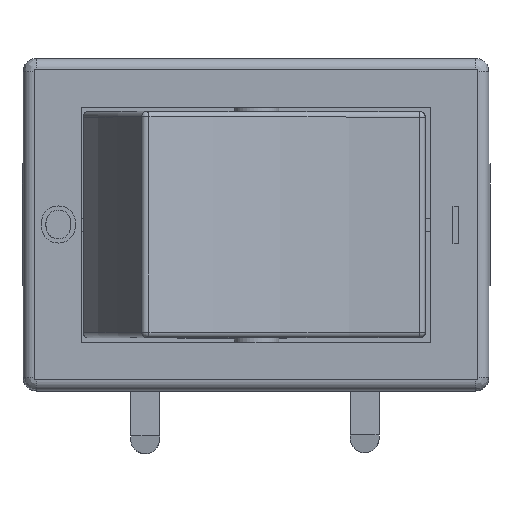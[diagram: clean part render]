
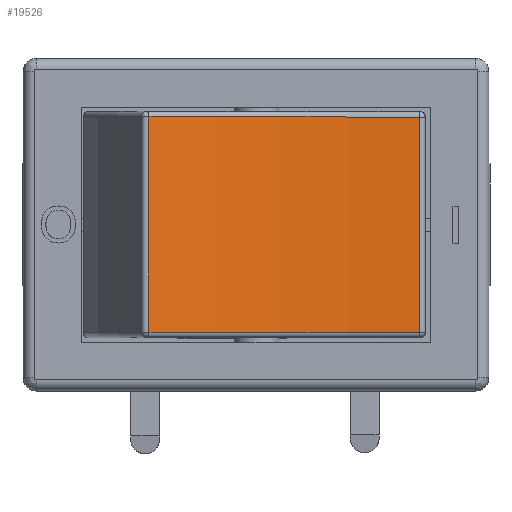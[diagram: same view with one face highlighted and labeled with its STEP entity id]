
A CAD part, top view. The second image highlights one B-rep face of the part: STEP entity #19526.
In plain terms, the highlighted cylindrical face has radius 23.922 mm (diameter 47.844 mm), a partial arc.
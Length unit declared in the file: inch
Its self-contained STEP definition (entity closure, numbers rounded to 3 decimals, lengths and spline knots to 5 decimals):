
#1198=CYLINDRICAL_SURFACE('',#20693,0.94182);
#1279=CIRCLE('',#20677,0.94182);
#1283=CIRCLE('',#20683,0.94182);
#1431=FACE_OUTER_BOUND('',#2523,.T.);
#2523=EDGE_LOOP('',(#13237,#13238,#13239,#13240));
#3801=LINE('',#25750,#5940);
#3803=LINE('',#25768,#5942);
#5940=VECTOR('',#21826,0.3937);
#5942=VECTOR('',#21860,0.3937);
#8058=VERTEX_POINT('',#25724);
#8060=VERTEX_POINT('',#25729);
#8064=VERTEX_POINT('',#25738);
#8066=VERTEX_POINT('',#25743);
#10089=EDGE_CURVE('',#8066,#8064,#3801,.T.);
#10093=EDGE_CURVE('',#8060,#8066,#1279,.T.);
#10097=EDGE_CURVE('',#8064,#8058,#1283,.T.);
#10101=EDGE_CURVE('',#8058,#8060,#3803,.T.);
#13237=ORIENTED_EDGE('',*,*,#10089,.F.);
#13238=ORIENTED_EDGE('',*,*,#10093,.F.);
#13239=ORIENTED_EDGE('',*,*,#10101,.F.);
#13240=ORIENTED_EDGE('',*,*,#10097,.F.);
#19526=ADVANCED_FACE('',(#1431),#1198,.F.);
#20677=AXIS2_PLACEMENT_3D('',#25756,#21837,#21838);
#20683=AXIS2_PLACEMENT_3D('',#25762,#21849,#21850);
#20693=AXIS2_PLACEMENT_3D('',#25774,#21871,#21872);
#21826=DIRECTION('',(0.,-1.,0.));
#21837=DIRECTION('center_axis',(0.,-1.,0.));
#21838=DIRECTION('ref_axis',(-0.232,0.,-0.973));
#21849=DIRECTION('center_axis',(0.,1.,0.));
#21850=DIRECTION('ref_axis',(-0.232,0.,-0.973));
#21860=DIRECTION('',(0.,1.,0.));
#21871=DIRECTION('center_axis',(0.,-1.,0.));
#21872=DIRECTION('ref_axis',(0.041,0.,-0.999));
#25724=CARTESIAN_POINT('',(-0.18995,-0.19094,0.77288));
#25729=CARTESIAN_POINT('',(-0.18995,0.19094,0.77288));
#25738=CARTESIAN_POINT('',(0.29001,-0.19094,0.65853));
#25743=CARTESIAN_POINT('',(0.29001,0.19094,0.65853));
#25750=CARTESIAN_POINT('',(0.29001,0.20079,0.65853));
#25756=CARTESIAN_POINT('Origin',(0.26067,0.19094,1.5999));
#25762=CARTESIAN_POINT('Origin',(0.26067,-0.19094,1.5999));
#25768=CARTESIAN_POINT('',(-0.18995,0.20079,0.77288));
#25774=CARTESIAN_POINT('Origin',(0.26067,0.20079,1.5999));
